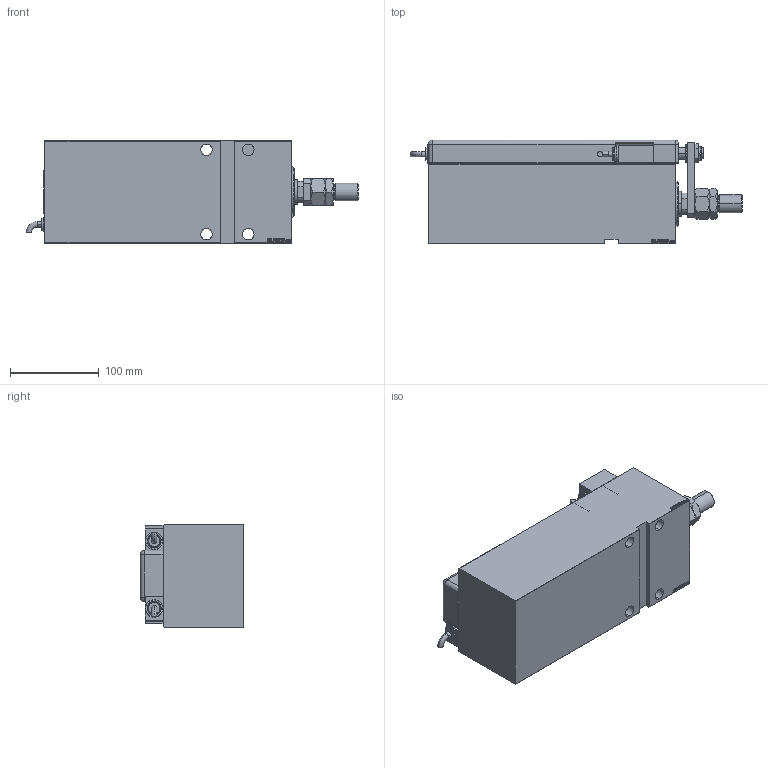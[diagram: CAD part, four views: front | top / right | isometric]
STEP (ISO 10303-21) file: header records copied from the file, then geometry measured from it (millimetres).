
FILE_DESCRIPTION (( 'STEP AP203' ), '1' );
FILE_NAME ('da8e.STEP', '2022-04-17T01:47:47', ( '' ), ( '' ), 'SwSTEP 2.0', 'SolidWorks 2019', '' );
FILE_SCHEMA (( 'CONFIG_CONTROL_DESIGN' ));
Length unit declared in the file: millimetre
Products named in the file (14): V450CM_G_VCP 6a27ef486a16068fc9427e8fb31110be; da8e; SWITCH DIM A_G 6a27ef486a16068fc9427e8fb31110be; NUT_D19 6a27ef486a16068fc9427e8fb31110be; V450CM_G_Body 6a27ef486a16068fc9427e8fb31110be; SWITCH_Q_FRONT_BACK 6a27ef486a16068fc9427e8fb31110be; KRYT 6a27ef486a16068fc9427e8fb31110be; Q_T_W_MTA 6a27ef486a16068fc9427e8fb31110be; V450CM_VC_G 6a27ef486a16068fc9427e8fb31110be; SWITCH Q 6a27ef486a16068fc9427e8fb31110be; ZARAZKA_Q 6a27ef486a16068fc9427e8fb31110be; MAGNETIC SWITCH Q 6a27ef486a16068fc9427e8fb31110be; NUT_D13 6a27ef486a16068fc9427e8fb31110be; TYC 6a27ef486a16068fc9427e8fb31110be
Assembly tree (14 placements, depth 3):
  da8e
    V450CM_G_Body 6a27ef486a16068fc9427e8fb31110be
    V450CM_G_VCP 6a27ef486a16068fc9427e8fb31110be
    V450CM_VC_G 6a27ef486a16068fc9427e8fb31110be
    MAGNETIC SWITCH Q 6a27ef486a16068fc9427e8fb31110be
      SWITCH_Q_FRONT_BACK 6a27ef486a16068fc9427e8fb31110be
      TYC 6a27ef486a16068fc9427e8fb31110be
      ZARAZKA_Q 6a27ef486a16068fc9427e8fb31110be
      SWITCH DIM A_G 6a27ef486a16068fc9427e8fb31110be
      NUT_D19 6a27ef486a16068fc9427e8fb31110be
      NUT_D13 6a27ef486a16068fc9427e8fb31110be
      KRYT 6a27ef486a16068fc9427e8fb31110be
      SWITCH Q 6a27ef486a16068fc9427e8fb31110be  x2
    Q_T_W_MTA 6a27ef486a16068fc9427e8fb31110be
Bounding box: 373.76 x 116.8 x 115 mm (x, y, z)
Volume: 2493948.4 mm3; surface area: 356389 mm2
Topology: 14 solids, 14 shells, 1291 faces, 3254 edges, 2137 vertices
Faces by surface type: plane 633, bspline 471, cylinder 111, cone 50, torus 24, sphere 2
Entity records: 60510 total; most frequent: CARTESIAN_POINT 31973, ORIENTED_EDGE 6312, DIRECTION 4030, EDGE_CURVE 3156, VERTEX_POINT 2077, LINE 1854, VECTOR 1854, EDGE_LOOP 1421
